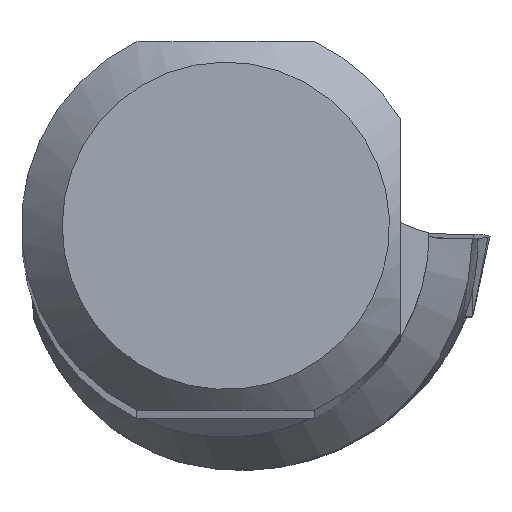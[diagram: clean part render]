
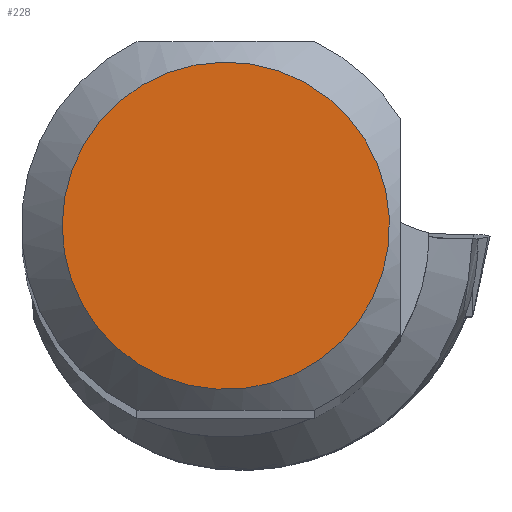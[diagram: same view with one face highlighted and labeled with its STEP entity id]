
A CAD part, top view. The second image highlights one B-rep face of the part: STEP entity #228.
In plain terms, the highlighted planar face has unit normal (0, 0, 1).
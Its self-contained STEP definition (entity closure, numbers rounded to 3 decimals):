
#177=FACE_OUTER_BOUND('',#479,.T.);
#228=ADVANCED_FACE('CU_SU_BP3',(#177),#265,.T.);
#265=PLANE('',#1177);
#479=EDGE_LOOP('',(#633));
#633=ORIENTED_EDGE('',*,*,#967,.F.);
#854=VERTEX_POINT('',#1804);
#967=EDGE_CURVE('',#854,#854,#1045,.T.);
#1045=CIRCLE('',#1176,7.991);
#1176=AXIS2_PLACEMENT_3D('',#1803,#1375,#1376);
#1177=AXIS2_PLACEMENT_3D('',#1805,#1377,#1378);
#1375=DIRECTION('',(0.,0.,-1.));
#1376=DIRECTION('',(-1.,0.,0.));
#1377=DIRECTION('',(0.,0.,1.));
#1378=DIRECTION('',(-1.,0.,0.));
#1803=CARTESIAN_POINT('',(0.,0.,0.));
#1804=CARTESIAN_POINT('',(-7.991,0.,0.));
#1805=CARTESIAN_POINT('',(0.,0.,
0.));
